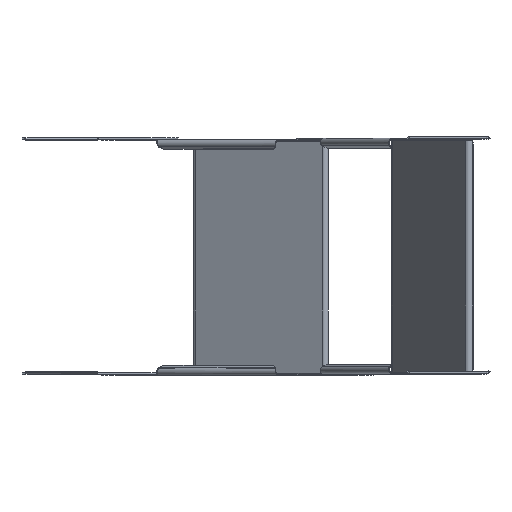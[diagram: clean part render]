
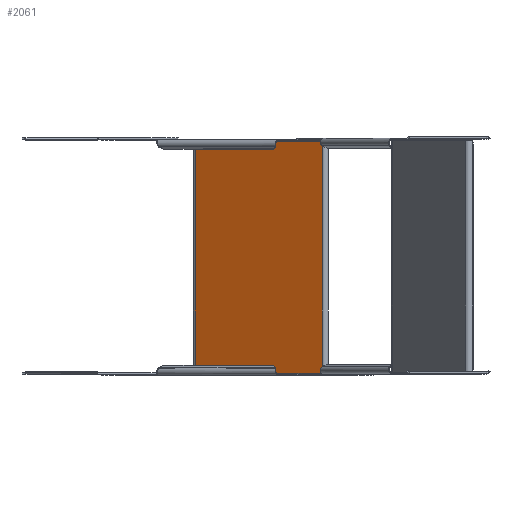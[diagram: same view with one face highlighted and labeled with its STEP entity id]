
A CAD part, left-side view. The second image highlights one B-rep face of the part: STEP entity #2061.
In plain terms, the highlighted face is planar.
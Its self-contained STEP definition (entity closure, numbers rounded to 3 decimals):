
#15=DIRECTION('',(0.,0.,-1.));
#16=VECTOR('',#15,295.);
#17=CARTESIAN_POINT('',(-93.25,1.25,-2.5));
#18=LINE('',#17,#16);
#23=DIRECTION('',(-1.,0.,0.));
#24=VECTOR('',#23,1.5);
#25=CARTESIAN_POINT('',(-91.75,1.25,-2.5));
#26=LINE('',#25,#24);
#132=DIRECTION('',(1.,0.,0.));
#133=VECTOR('',#132,1.5);
#134=CARTESIAN_POINT('',(91.75,1.25,-297.5));
#135=LINE('',#134,#133);
#186=DIRECTION('',(-1.,0.,0.));
#187=VECTOR('',#186,1.5);
#188=CARTESIAN_POINT('',(93.25,1.25,-2.5));
#189=LINE('',#188,#187);
#406=CARTESIAN_POINT('',(91.75,1.25,-300.75));
#407=DIRECTION('',(0.,-1.,0.));
#408=DIRECTION('',(0.,0.,1.));
#409=AXIS2_PLACEMENT_3D('',#406,#407,#408);
#411=CARTESIAN_POINT('',(91.75,1.25,0.75));
#412=DIRECTION('',(0.,-1.,0.));
#413=DIRECTION('',(-0.385,0.,-0.923));
#414=AXIS2_PLACEMENT_3D('',#411,#412,#413);
#416=CARTESIAN_POINT('',(-91.75,1.25,0.75));
#417=DIRECTION('',(0.,-1.,0.));
#418=DIRECTION('',(0.,0.,-1.));
#419=AXIS2_PLACEMENT_3D('',#416,#417,#418);
#421=CARTESIAN_POINT('',(-91.75,1.25,-300.75));
#422=DIRECTION('',(0.,-1.,0.));
#423=DIRECTION('',(0.385,0.,0.923));
#424=AXIS2_PLACEMENT_3D('',#421,#422,#423);
#426=DIRECTION('',(1.,0.,0.));
#427=VECTOR('',#426,181.);
#428=CARTESIAN_POINT('',(-90.5,1.25,-297.75));
#429=LINE('',#428,#427);
#831=DIRECTION('',(1.,0.,0.));
#832=VECTOR('',#831,1.5);
#833=CARTESIAN_POINT('',(-93.25,1.25,-297.5));
#834=LINE('',#833,#832);
#893=DIRECTION('',(0.,0.,1.));
#894=VECTOR('',#893,295.);
#895=CARTESIAN_POINT('',(93.25,1.25,-297.5));
#896=LINE('',#895,#894);
#901=DIRECTION('',(-1.,0.,0.));
#902=VECTOR('',#901,181.);
#903=CARTESIAN_POINT('',(90.5,1.25,-2.25));
#904=LINE('',#903,#902);
#1302=CARTESIAN_POINT('',(-91.75,1.25,-2.5));
#1303=CARTESIAN_POINT('',(-90.5,1.25,-2.25));
#1304=VERTEX_POINT('',#1302);
#1305=VERTEX_POINT('',#1303);
#1306=CARTESIAN_POINT('',(90.5,1.25,-2.25));
#1307=VERTEX_POINT('',#1306);
#1308=CARTESIAN_POINT('',(91.75,1.25,-2.5));
#1309=VERTEX_POINT('',#1308);
#1351=CARTESIAN_POINT('',(93.25,1.25,-2.5));
#1353=VERTEX_POINT('',#1351);
#1369=CARTESIAN_POINT('',(-90.5,1.25,-297.75));
#1370=CARTESIAN_POINT('',(90.5,1.25,-297.75));
#1371=VERTEX_POINT('',#1369);
#1372=VERTEX_POINT('',#1370);
#1373=CARTESIAN_POINT('',(-91.75,1.25,-297.5));
#1374=VERTEX_POINT('',#1373);
#1375=CARTESIAN_POINT('',(-93.25,1.25,-297.5));
#1376=VERTEX_POINT('',#1375);
#1377=CARTESIAN_POINT('',(-93.25,1.25,-2.5));
#1378=VERTEX_POINT('',#1377);
#1379=CARTESIAN_POINT('',(93.25,1.25,-297.5));
#1380=VERTEX_POINT('',#1379);
#1381=CARTESIAN_POINT('',(91.75,1.25,-297.5));
#1382=VERTEX_POINT('',#1381);
#2037=CARTESIAN_POINT('',(-192.5,1.25,300.));
#2038=DIRECTION('',(0.,-1.,0.));
#2039=DIRECTION('',(0.,0.,-1.));
#2040=AXIS2_PLACEMENT_3D('',#2037,#2038,#2039);
#2041=PLANE('',#2040);
#2043=ORIENTED_EDGE('',*,*,#2042,.T.);
#2044=ORIENTED_EDGE('',*,*,#1572,.F.);
#2045=ORIENTED_EDGE('',*,*,#1589,.T.);
#2047=ORIENTED_EDGE('',*,*,#2046,.T.);
#2048=ORIENTED_EDGE('',*,*,#1688,.T.);
#2049=ORIENTED_EDGE('',*,*,#1703,.F.);
#2051=ORIENTED_EDGE('',*,*,#2050,.T.);
#2052=ORIENTED_EDGE('',*,*,#2032,.F.);
#2053=ORIENTED_EDGE('',*,*,#1423,.T.);
#2054=ORIENTED_EDGE('',*,*,#1406,.T.);
#2056=ORIENTED_EDGE('',*,*,#2055,.T.);
#2058=ORIENTED_EDGE('',*,*,#2057,.F.);
#2059=EDGE_LOOP('',(#2043,#2044,#2045,#2047,#2048,#2049,#2051,#2052,#2053,#2054,
#2056,#2058));
#2060=FACE_OUTER_BOUND('',#2059,.F.);
#2061=ADVANCED_FACE('',(#2060),#2041,.F.);
#410=CIRCLE('',#409,3.25);
#415=CIRCLE('',#414,3.25);
#420=CIRCLE('',#419,3.25);
#425=CIRCLE('',#424,3.25);
#1406=EDGE_CURVE('',#1378,#1376,#18,.T.);
#1423=EDGE_CURVE('',#1304,#1378,#26,.T.);
#1572=EDGE_CURVE('',#1382,#1372,#410,.T.);
#1589=EDGE_CURVE('',#1382,#1380,#135,.T.);
#1688=EDGE_CURVE('',#1353,#1309,#189,.T.);
#1703=EDGE_CURVE('',#1307,#1309,#415,.T.);
#2032=EDGE_CURVE('',#1304,#1305,#420,.T.);
#2042=EDGE_CURVE('',#1371,#1372,#429,.T.);
#2046=EDGE_CURVE('',#1380,#1353,#896,.T.);
#2050=EDGE_CURVE('',#1307,#1305,#904,.T.);
#2055=EDGE_CURVE('',#1376,#1374,#834,.T.);
#2057=EDGE_CURVE('',#1371,#1374,#425,.T.);
